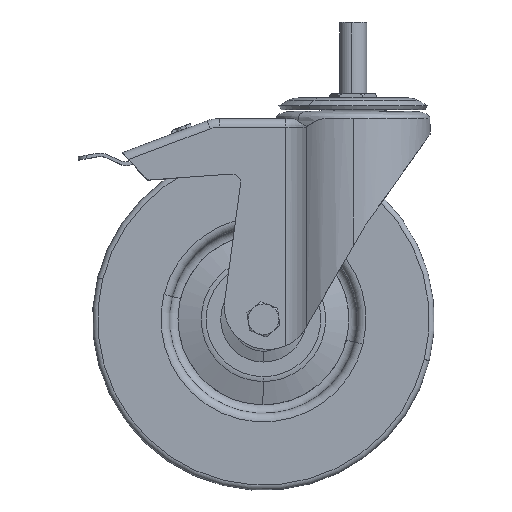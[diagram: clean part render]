
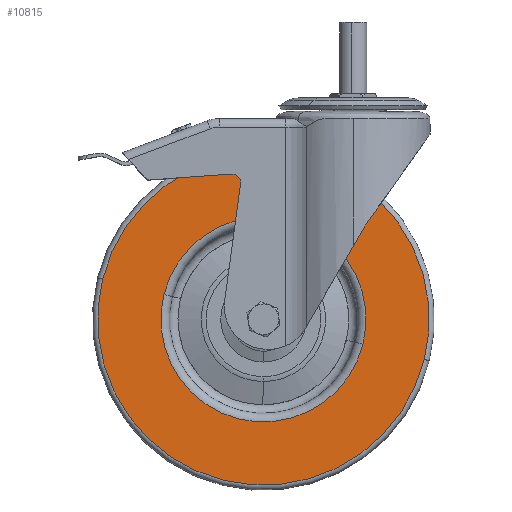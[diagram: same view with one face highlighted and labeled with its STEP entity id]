
A CAD part, top view. The second image highlights one B-rep face of the part: STEP entity #10815.
In plain terms, the highlighted planar face has unit normal (0, 0, 1).
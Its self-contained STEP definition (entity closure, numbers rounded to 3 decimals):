
#613 = VERTEX_POINT ( 'NONE', #3712 ) ;
#660 = EDGE_LOOP ( 'NONE', ( #8865, #1558 ) ) ;
#1558 = ORIENTED_EDGE ( 'NONE', *, *, #9078, .T. ) ;
#1559 = EDGE_CURVE ( 'NONE', #613, #3072, #1649, .T. ) ;
#1621 = CARTESIAN_POINT ( 'NONE',  ( 0., 0., 22.5 ) ) ;
#1649 = CIRCLE ( 'NONE', #8507, 60. ) ;
#1703 = DIRECTION ( 'NONE',  ( 0., 0., 1. ) ) ;
#1779 = DIRECTION ( 'NONE',  ( 1., 0., 0. ) ) ;
#1783 = VERTEX_POINT ( 'NONE', #4796 ) ;
#3072 = VERTEX_POINT ( 'NONE', #9649 ) ;
#3415 = CIRCLE ( 'NONE', #12356, 97. ) ;
#3712 = CARTESIAN_POINT ( 'NONE',  ( 60., 0., 22.5 ) ) ;
#3916 = ORIENTED_EDGE ( 'NONE', *, *, #12299, .T. ) ;
#4796 = CARTESIAN_POINT ( 'NONE',  ( -97., 0., 22.5 ) ) ;
#4886 = FACE_OUTER_BOUND ( 'NONE', #660, .T. ) ;
#5155 = VERTEX_POINT ( 'NONE', #7970 ) ;
#5985 = ORIENTED_EDGE ( 'NONE', *, *, #1559, .T. ) ;
#6019 = FACE_BOUND ( 'NONE', #8753, .T. ) ;
#6108 = DIRECTION ( 'NONE',  ( 1., 0., 0. ) ) ;
#6924 = CARTESIAN_POINT ( 'NONE',  ( 0., 0., 22.5 ) ) ;
#7899 = CARTESIAN_POINT ( 'NONE',  ( 0., 0., 22.5 ) ) ;
#7970 = CARTESIAN_POINT ( 'NONE',  ( 97., 0., 22.5 ) ) ;
#7996 = CIRCLE ( 'NONE', #12037, 97. ) ;
#8076 = DIRECTION ( 'NONE',  ( 0., 0., -1. ) ) ;
#8507 = AXIS2_PLACEMENT_3D ( 'NONE', #13035, #13159, #9946 ) ;
#8526 = AXIS2_PLACEMENT_3D ( 'NONE', #7899, #1703, #8973 ) ;
#8753 = EDGE_LOOP ( 'NONE', ( #5985, #3916 ) ) ;
#8865 = ORIENTED_EDGE ( 'NONE', *, *, #13418, .T. ) ;
#8926 = PLANE ( 'NONE',  #8526 ) ;
#8951 = CIRCLE ( 'NONE', #12682, 60. ) ;
#8973 = DIRECTION ( 'NONE',  ( 1., 0., 0. ) ) ;
#9022 = DIRECTION ( 'NONE',  ( 1., 0., 0. ) ) ;
#9078 = EDGE_CURVE ( 'NONE', #1783, #5155, #7996, .T. ) ;
#9649 = CARTESIAN_POINT ( 'NONE',  ( -60., 0., 22.5 ) ) ;
#9946 = DIRECTION ( 'NONE',  ( 1., 0., 0. ) ) ;
#9983 = DIRECTION ( 'NONE',  ( 0., 0., 1. ) ) ;
#10815 = ADVANCED_FACE ( 'NONE', ( #6019, #4886 ), #8926, .T. ) ;
#12037 = AXIS2_PLACEMENT_3D ( 'NONE', #13442, #12376, #6108 ) ;
#12299 = EDGE_CURVE ( 'NONE', #3072, #613, #8951, .T. ) ;
#12356 = AXIS2_PLACEMENT_3D ( 'NONE', #1621, #9983, #9022 ) ;
#12376 = DIRECTION ( 'NONE',  ( 0., 0., 1. ) ) ;
#12682 = AXIS2_PLACEMENT_3D ( 'NONE', #6924, #8076, #1779 ) ;
#13035 = CARTESIAN_POINT ( 'NONE',  ( 0., 0., 22.5 ) ) ;
#13159 = DIRECTION ( 'NONE',  ( 0., 0., -1. ) ) ;
#13418 = EDGE_CURVE ( 'NONE', #5155, #1783, #3415, .T. ) ;
#13442 = CARTESIAN_POINT ( 'NONE',  ( 0., 0., 22.5 ) ) ;
